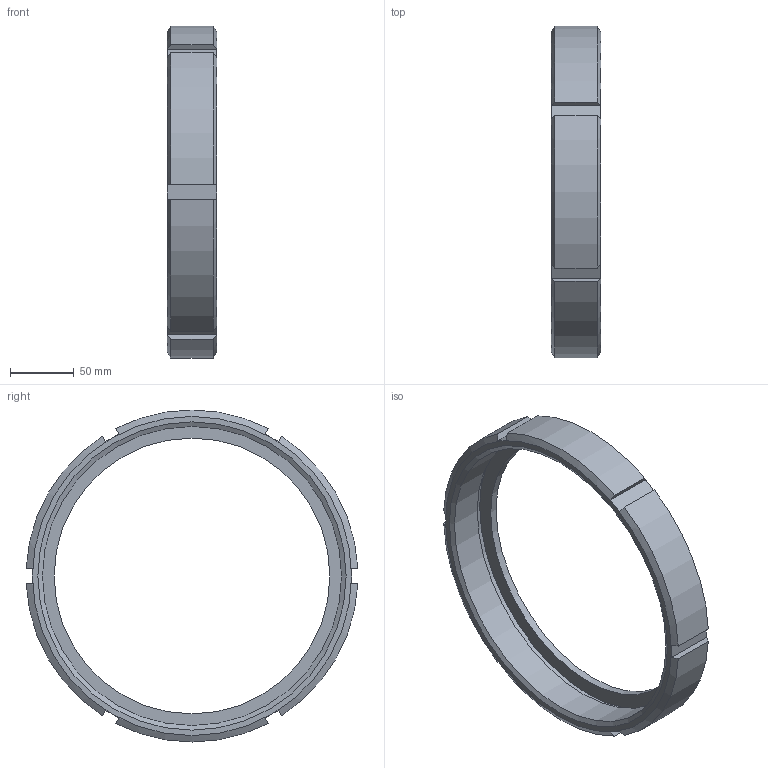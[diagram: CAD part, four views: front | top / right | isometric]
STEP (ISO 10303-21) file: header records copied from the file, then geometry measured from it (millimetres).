
FILE_DESCRIPTION((''),'2;1');
FILE_NAME('11000200x.stp','2010-08-02T14:14:04',('thilbrands'),(''),'Autodesk Inventor 2008','Autodesk Inventor 2008','');
FILE_SCHEMA(('AUTOMOTIVE_DESIGN { 1 0 10303 214 1 1 1 1 }'));
Length unit declared in the file: millimetre
Products named in the file (1): 110000106
Bounding box: 39 x 259.72 x 260 mm (x, y, z)
Volume: 389735.1 mm3; surface area: 93915 mm2
Topology: 1 solids, 1 shells, 44 faces, 108 edges, 67 vertices
Faces by surface type: plane 21, cone 14, cylinder 9
Full cylindrical faces by diameter (mm): 216 x1, 234.29 x1, 240.4 x1
Entity records: 1240 total; most frequent: CARTESIAN_POINT 311, ORIENTED_EDGE 206, DIRECTION 176, EDGE_CURVE 103, AXIS2_PLACEMENT_3D 76, VERTEX_POINT 67, EDGE_LOOP 52, FACE_OUTER_BOUND 44
